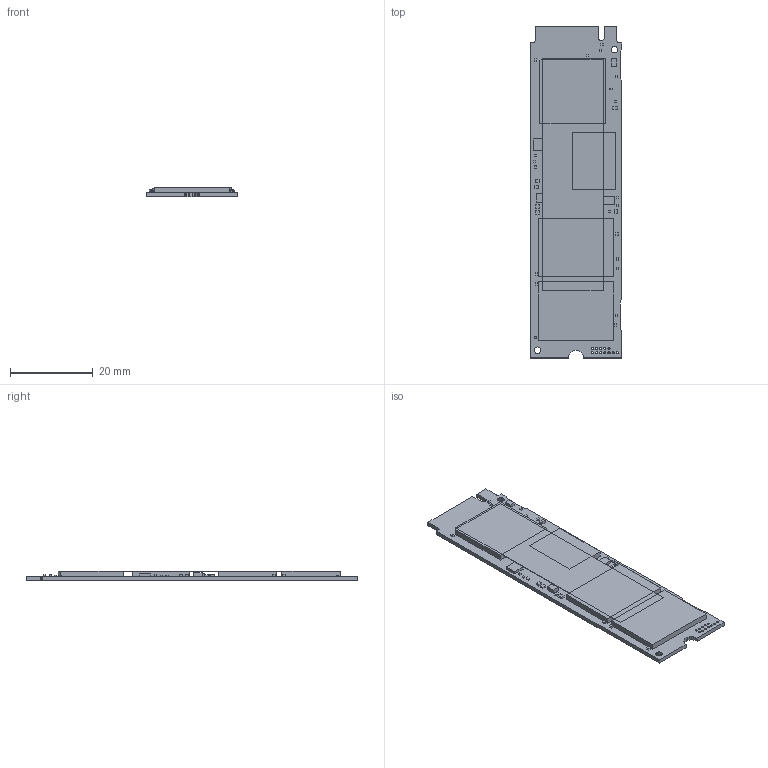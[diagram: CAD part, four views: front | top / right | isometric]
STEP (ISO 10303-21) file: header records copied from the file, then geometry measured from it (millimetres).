
FILE_DESCRIPTION(('FreeCAD Model'),'2;1');
FILE_NAME('Open CASCADE Shape Model','2023-10-13T17:07:06',(''),(''), 'Open CASCADE STEP processor 7.6','FreeCAD','Unknown');
FILE_SCHEMA(('AUTOMOTIVE_DESIGN { 1 0 10303 214 1 1 1 1 }'));
Length unit declared in the file: millimetre
Products named in the file (1): M2_2280
Bounding box: 22.15 x 80.15 x 2.38 mm (x, y, z)
Volume: 3117.1 mm3; surface area: 7655 mm2
Topology: 37 solids, 37 shells, 608 faces, 1595 edges, 1061 vertices
Faces by surface type: plane 608
Entity records: 18633 total; most frequent: CARTESIAN_POINT 3265, ORIENTED_EDGE 3190, DIRECTION 2813, EDGE_CURVE 1595, LINE 1595, VECTOR 1595, VERTEX_POINT 1061, FACE_BOUND 636
